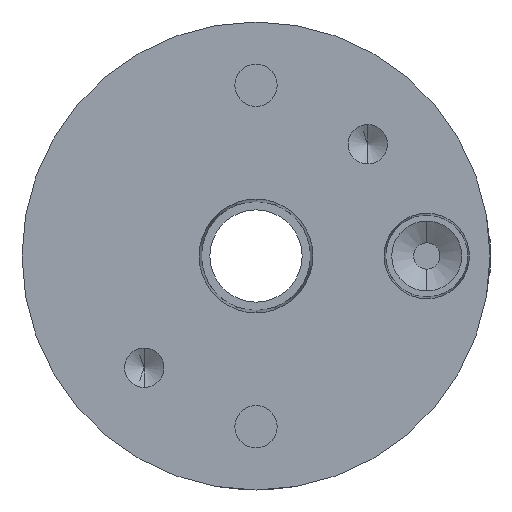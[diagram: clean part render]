
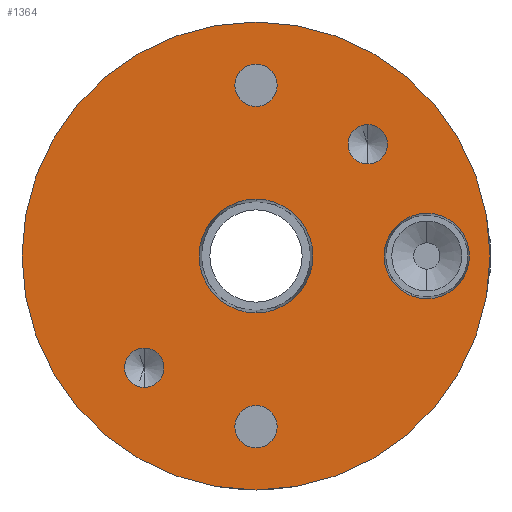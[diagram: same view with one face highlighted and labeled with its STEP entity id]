
A CAD part, front view. The second image highlights one B-rep face of the part: STEP entity #1364.
In plain terms, the highlighted planar face has unit normal (0, -1, 0).
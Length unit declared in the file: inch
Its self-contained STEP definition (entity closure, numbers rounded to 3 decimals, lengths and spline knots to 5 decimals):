
#23 = CARTESIAN_POINT ( 'NONE',  ( 0., -1.1875, 0.81 ) ) ;
#25 = ORIENTED_EDGE ( 'NONE', *, *, #473, .F. ) ;
#35 = CARTESIAN_POINT ( 'NONE',  ( 0.53033, -1.1875, 0.53033 ) ) ;
#43 = AXIS2_PLACEMENT_3D ( 'NONE', #5328, #1608, #3547 ) ;
#81 = CARTESIAN_POINT ( 'NONE',  ( 0.53033, -1.1875, 0.62408 ) ) ;
#102 = EDGE_CURVE ( 'NONE', #3989, #244, #3549, .T. ) ;
#120 = CARTESIAN_POINT ( 'NONE',  ( 0., -1.1875, 0.9105 ) ) ;
#134 = DIRECTION ( 'NONE',  ( 0., 0., -1. ) ) ;
#190 = CARTESIAN_POINT ( 'NONE',  ( 0.81, -1.1875, 0.2025 ) ) ;
#241 = DIRECTION ( 'NONE',  ( 0., 0., -1. ) ) ;
#244 = VERTEX_POINT ( 'NONE', #1642 ) ;
#255 = EDGE_LOOP ( 'NONE', ( #533, #1149 ) ) ;
#278 = CARTESIAN_POINT ( 'NONE',  ( 0., -1.1875, -1.11 ) ) ;
#308 = ORIENTED_EDGE ( 'NONE', *, *, #3783, .F. ) ;
#402 = ORIENTED_EDGE ( 'NONE', *, *, #1290, .F. ) ;
#421 = DIRECTION ( 'NONE',  ( 0., 0., -1. ) ) ;
#467 = FACE_BOUND ( 'NONE', #1495, .T. ) ;
#473 = EDGE_CURVE ( 'NONE', #2300, #1310, #3639, .T. ) ;
#484 = CARTESIAN_POINT ( 'NONE',  ( -0.53033, -1.1875, -0.53033 ) ) ;
#491 = PLANE ( 'NONE',  #3345 ) ;
#529 = CIRCLE ( 'NONE', #3763, 0.09375 ) ;
#533 = ORIENTED_EDGE ( 'NONE', *, *, #2413, .F. ) ;
#535 = DIRECTION ( 'NONE',  ( 0., -1., 0. ) ) ;
#548 = VERTEX_POINT ( 'NONE', #1482 ) ;
#609 = AXIS2_PLACEMENT_3D ( 'NONE', #3322, #3378, #851 ) ;
#632 = VERTEX_POINT ( 'NONE', #3258 ) ;
#653 = DIRECTION ( 'NONE',  ( 0., -1., 0. ) ) ;
#739 = CIRCLE ( 'NONE', #3881, 0.27002 ) ;
#747 = CARTESIAN_POINT ( 'NONE',  ( 0., -1.1875, 0.7095 ) ) ;
#787 = CARTESIAN_POINT ( 'NONE',  ( 0.81, -1.1875, 0. ) ) ;
#789 = DIRECTION ( 'NONE',  ( 0., -1., 0. ) ) ;
#812 = AXIS2_PLACEMENT_3D ( 'NONE', #1105, #3210, #3985 ) ;
#851 = DIRECTION ( 'NONE',  ( 0., 0., -1. ) ) ;
#855 = VERTEX_POINT ( 'NONE', #747 ) ;
#925 = DIRECTION ( 'NONE',  ( 0., -1., 0. ) ) ;
#934 = FACE_BOUND ( 'NONE', #4262, .T. ) ;
#942 = CARTESIAN_POINT ( 'NONE',  ( -0.53033, -1.1875, -0.43658 ) ) ;
#1018 = CIRCLE ( 'NONE', #5401, 0.1005 ) ;
#1029 = VERTEX_POINT ( 'NONE', #190 ) ;
#1088 = CIRCLE ( 'NONE', #1175, 0.09375 ) ;
#1105 = CARTESIAN_POINT ( 'NONE',  ( 0.53033, -1.1875, 0.53033 ) ) ;
#1149 = ORIENTED_EDGE ( 'NONE', *, *, #4831, .F. ) ;
#1175 = AXIS2_PLACEMENT_3D ( 'NONE', #2511, #2879, #421 ) ;
#1197 = DIRECTION ( 'NONE',  ( 0., 0., -1. ) ) ;
#1290 = EDGE_CURVE ( 'NONE', #244, #3989, #1540, .T. ) ;
#1305 = EDGE_LOOP ( 'NONE', ( #5272, #1793 ) ) ;
#1310 = VERTEX_POINT ( 'NONE', #278 ) ;
#1311 = EDGE_LOOP ( 'NONE', ( #25, #3518 ) ) ;
#1364 = ADVANCED_FACE ( 'NONE', ( #2110, #4704, #934, #2519, #4277, #467, #4678 ), #491, .F. ) ;
#1391 = DIRECTION ( 'NONE',  ( 0., 0., 1. ) ) ;
#1439 = ORIENTED_EDGE ( 'NONE', *, *, #102, .F. ) ;
#1450 = AXIS2_PLACEMENT_3D ( 'NONE', #2243, #1528, #241 ) ;
#1482 = CARTESIAN_POINT ( 'NONE',  ( 0., -1.1875, -0.27002 ) ) ;
#1495 = EDGE_LOOP ( 'NONE', ( #3423, #1538 ) ) ;
#1517 = AXIS2_PLACEMENT_3D ( 'NONE', #23, #4975, #1197 ) ;
#1528 = DIRECTION ( 'NONE',  ( 0., -1., 0. ) ) ;
#1538 = ORIENTED_EDGE ( 'NONE', *, *, #1563, .F. ) ;
#1540 = CIRCLE ( 'NONE', #4065, 0.1005 ) ;
#1563 = EDGE_CURVE ( 'NONE', #632, #548, #4587, .T. ) ;
#1581 = VERTEX_POINT ( 'NONE', #120 ) ;
#1582 = CARTESIAN_POINT ( 'NONE',  ( 0.53033, -1.1875, 0.43658 ) ) ;
#1608 = DIRECTION ( 'NONE',  ( 0., 1., 0. ) ) ;
#1627 = DIRECTION ( 'NONE',  ( 0., 0., -1. ) ) ;
#1642 = CARTESIAN_POINT ( 'NONE',  ( 0., -1.1875, -0.9105 ) ) ;
#1744 = AXIS2_PLACEMENT_3D ( 'NONE', #5100, #2685, #4373 ) ;
#1793 = ORIENTED_EDGE ( 'NONE', *, *, #1846, .F. ) ;
#1846 = EDGE_CURVE ( 'NONE', #2890, #2699, #529, .T. ) ;
#1908 = AXIS2_PLACEMENT_3D ( 'NONE', #3821, #789, #1627 ) ;
#2029 = CARTESIAN_POINT ( 'NONE',  ( 0., -1.1875, 0. ) ) ;
#2110 = FACE_BOUND ( 'NONE', #1305, .T. ) ;
#2243 = CARTESIAN_POINT ( 'NONE',  ( 0.81, -1.1875, 0. ) ) ;
#2300 = VERTEX_POINT ( 'NONE', #2626 ) ;
#2357 = VERTEX_POINT ( 'NONE', #1582 ) ;
#2413 = EDGE_CURVE ( 'NONE', #855, #1581, #1018, .T. ) ;
#2475 = CIRCLE ( 'NONE', #812, 0.09375 ) ;
#2511 = CARTESIAN_POINT ( 'NONE',  ( -0.53033, -1.1875, -0.53033 ) ) ;
#2519 = FACE_BOUND ( 'NONE', #255, .T. ) ;
#2565 = CIRCLE ( 'NONE', #1450, 0.2025 ) ;
#2612 = ORIENTED_EDGE ( 'NONE', *, *, #4430, .F. ) ;
#2626 = CARTESIAN_POINT ( 'NONE',  ( 0., -1.1875, 1.11 ) ) ;
#2685 = DIRECTION ( 'NONE',  ( 0., 1., 0. ) ) ;
#2699 = VERTEX_POINT ( 'NONE', #4454 ) ;
#2745 = CARTESIAN_POINT ( 'NONE',  ( 0.81, -1.1875, -0.2025 ) ) ;
#2779 = DIRECTION ( 'NONE',  ( 0., -1., 0. ) ) ;
#2879 = DIRECTION ( 'NONE',  ( 0., -1., 0. ) ) ;
#2890 = VERTEX_POINT ( 'NONE', #942 ) ;
#3077 = EDGE_LOOP ( 'NONE', ( #402, #1439 ) ) ;
#3094 = DIRECTION ( 'NONE',  ( 0., 0., -1. ) ) ;
#3106 = CARTESIAN_POINT ( 'NONE',  ( 0., -1.1875, 0.81 ) ) ;
#3160 = EDGE_LOOP ( 'NONE', ( #308, #2612 ) ) ;
#3210 = DIRECTION ( 'NONE',  ( 0., -1., 0. ) ) ;
#3258 = CARTESIAN_POINT ( 'NONE',  ( 0., -1.1875, 0.27002 ) ) ;
#3322 = CARTESIAN_POINT ( 'NONE',  ( 0., -1.1875, 0. ) ) ;
#3345 = AXIS2_PLACEMENT_3D ( 'NONE', #3974, #3459, #1391 ) ;
#3378 = DIRECTION ( 'NONE',  ( 0., -1., 0. ) ) ;
#3386 = ORIENTED_EDGE ( 'NONE', *, *, #5236, .F. ) ;
#3394 = AXIS2_PLACEMENT_3D ( 'NONE', #787, #3897, #134 ) ;
#3423 = ORIENTED_EDGE ( 'NONE', *, *, #4352, .F. ) ;
#3459 = DIRECTION ( 'NONE',  ( 0., 1., 0. ) ) ;
#3518 = ORIENTED_EDGE ( 'NONE', *, *, #4585, .F. ) ;
#3547 = DIRECTION ( 'NONE',  ( 0., 0., 1. ) ) ;
#3549 = CIRCLE ( 'NONE', #1908, 0.1005 ) ;
#3639 = CIRCLE ( 'NONE', #43, 1.11 ) ;
#3677 = EDGE_CURVE ( 'NONE', #2699, #2890, #1088, .T. ) ;
#3680 = CIRCLE ( 'NONE', #1517, 0.1005 ) ;
#3763 = AXIS2_PLACEMENT_3D ( 'NONE', #484, #4167, #3827 ) ;
#3783 = EDGE_CURVE ( 'NONE', #2357, #5281, #2475, .T. ) ;
#3821 = CARTESIAN_POINT ( 'NONE',  ( 0., -1.1875, -0.81 ) ) ;
#3827 = DIRECTION ( 'NONE',  ( 0., 0., -1. ) ) ;
#3833 = VERTEX_POINT ( 'NONE', #2745 ) ;
#3881 = AXIS2_PLACEMENT_3D ( 'NONE', #2029, #2779, #5357 ) ;
#3885 = ORIENTED_EDGE ( 'NONE', *, *, #3982, .F. ) ;
#3897 = DIRECTION ( 'NONE',  ( 0., -1., 0. ) ) ;
#3910 = CIRCLE ( 'NONE', #5148, 0.09375 ) ;
#3974 = CARTESIAN_POINT ( 'NONE',  ( 1.11, -1.1875, 0. ) ) ;
#3982 = EDGE_CURVE ( 'NONE', #3833, #1029, #2565, .T. ) ;
#3985 = DIRECTION ( 'NONE',  ( 0., 0., -1. ) ) ;
#3989 = VERTEX_POINT ( 'NONE', #4781 ) ;
#4065 = AXIS2_PLACEMENT_3D ( 'NONE', #4298, #535, #3094 ) ;
#4167 = DIRECTION ( 'NONE',  ( 0., -1., 0. ) ) ;
#4262 = EDGE_LOOP ( 'NONE', ( #3885, #3386 ) ) ;
#4265 = CIRCLE ( 'NONE', #1744, 1.11 ) ;
#4277 = FACE_BOUND ( 'NONE', #3077, .T. ) ;
#4298 = CARTESIAN_POINT ( 'NONE',  ( 0., -1.1875, -0.81 ) ) ;
#4352 = EDGE_CURVE ( 'NONE', #548, #632, #739, .T. ) ;
#4373 = DIRECTION ( 'NONE',  ( 0., 0., 1. ) ) ;
#4430 = EDGE_CURVE ( 'NONE', #5281, #2357, #3910, .T. ) ;
#4454 = CARTESIAN_POINT ( 'NONE',  ( -0.53033, -1.1875, -0.62408 ) ) ;
#4549 = DIRECTION ( 'NONE',  ( 0., 0., -1. ) ) ;
#4585 = EDGE_CURVE ( 'NONE', #1310, #2300, #4265, .T. ) ;
#4587 = CIRCLE ( 'NONE', #609, 0.27002 ) ;
#4667 = DIRECTION ( 'NONE',  ( 0., 0., -1. ) ) ;
#4678 = FACE_OUTER_BOUND ( 'NONE', #1311, .T. ) ;
#4704 = FACE_BOUND ( 'NONE', #3160, .T. ) ;
#4781 = CARTESIAN_POINT ( 'NONE',  ( 0., -1.1875, -0.7095 ) ) ;
#4831 = EDGE_CURVE ( 'NONE', #1581, #855, #3680, .T. ) ;
#4975 = DIRECTION ( 'NONE',  ( 0., -1., 0. ) ) ;
#5100 = CARTESIAN_POINT ( 'NONE',  ( 0., -1.1875, 0. ) ) ;
#5148 = AXIS2_PLACEMENT_3D ( 'NONE', #35, #925, #4667 ) ;
#5164 = CIRCLE ( 'NONE', #3394, 0.2025 ) ;
#5236 = EDGE_CURVE ( 'NONE', #1029, #3833, #5164, .T. ) ;
#5272 = ORIENTED_EDGE ( 'NONE', *, *, #3677, .F. ) ;
#5281 = VERTEX_POINT ( 'NONE', #81 ) ;
#5328 = CARTESIAN_POINT ( 'NONE',  ( 0., -1.1875, 0. ) ) ;
#5357 = DIRECTION ( 'NONE',  ( 0., 0., -1. ) ) ;
#5401 = AXIS2_PLACEMENT_3D ( 'NONE', #3106, #653, #4549 ) ;
